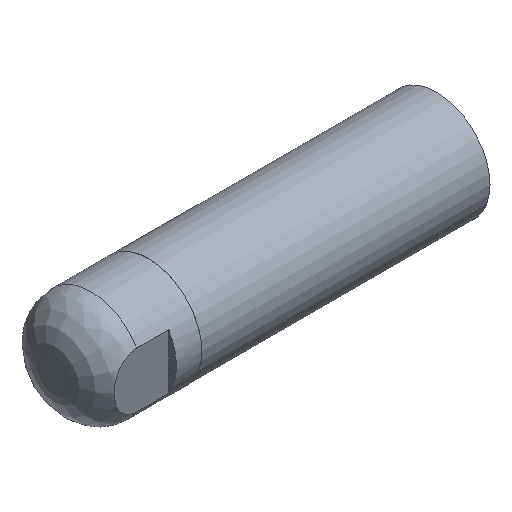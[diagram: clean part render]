
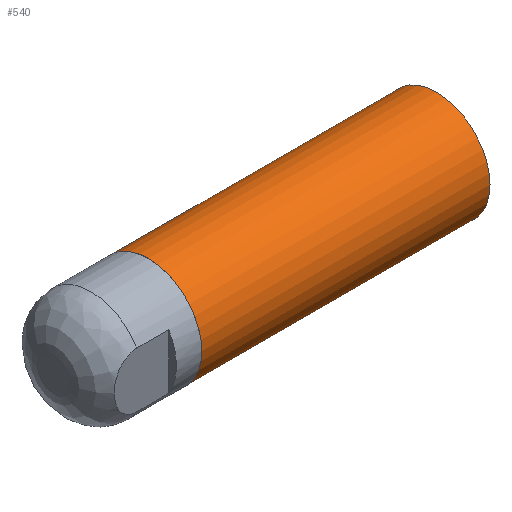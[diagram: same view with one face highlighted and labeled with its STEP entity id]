
A CAD part, isometric view. The second image highlights one B-rep face of the part: STEP entity #540.
In plain terms, the highlighted cylindrical face has radius 20.955 mm (diameter 41.91 mm), a full revolution.
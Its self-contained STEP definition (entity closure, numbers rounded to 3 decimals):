
#509=CARTESIAN_POINT('',(-113.0,20.955,0.0));
#510=VERTEX_POINT('',#509);
#511=CARTESIAN_POINT('',(-113.0,0.,0.0));
#512=DIRECTION('',(1.0,0.0,0.0));
#513=DIRECTION('',(0.0,1.0,0.0));
#514=AXIS2_PLACEMENT_3D('',#511,#512,#513);
#515=CIRCLE('',#514,20.955);
#516=EDGE_CURVE('',#510,#510,#515,.T.);
#521=CARTESIAN_POINT('',(-56.5,0.,0.0));
#522=DIRECTION('',(1.0,0.,0.0));
#523=DIRECTION('',(0.0,1.0,0.0));
#524=AXIS2_PLACEMENT_3D('',#521,#522,#523);
#525=CYLINDRICAL_SURFACE('',#524,20.955);
#526=CARTESIAN_POINT('',(0.,20.955,0.0));
#527=VERTEX_POINT('',#526);
#528=CARTESIAN_POINT('',(0.0,0.0,0.0));
#529=DIRECTION('',(1.0,0.0,0.0));
#530=DIRECTION('',(0.0,1.0,0.0));
#531=AXIS2_PLACEMENT_3D('',#528,#529,#530);
#532=CIRCLE('',#531,20.955);
#533=EDGE_CURVE('',#527,#527,#532,.T.);
#534=ORIENTED_EDGE('',*,*,#533,.F.);
#535=EDGE_LOOP('',(#534));
#536=FACE_OUTER_BOUND('',#535,.T.);
#537=ORIENTED_EDGE('',*,*,#516,.T.);
#538=EDGE_LOOP('',(#537));
#539=FACE_BOUND('',#538,.T.);
#540=ADVANCED_FACE('',(#536,#539),#525,.T.);
